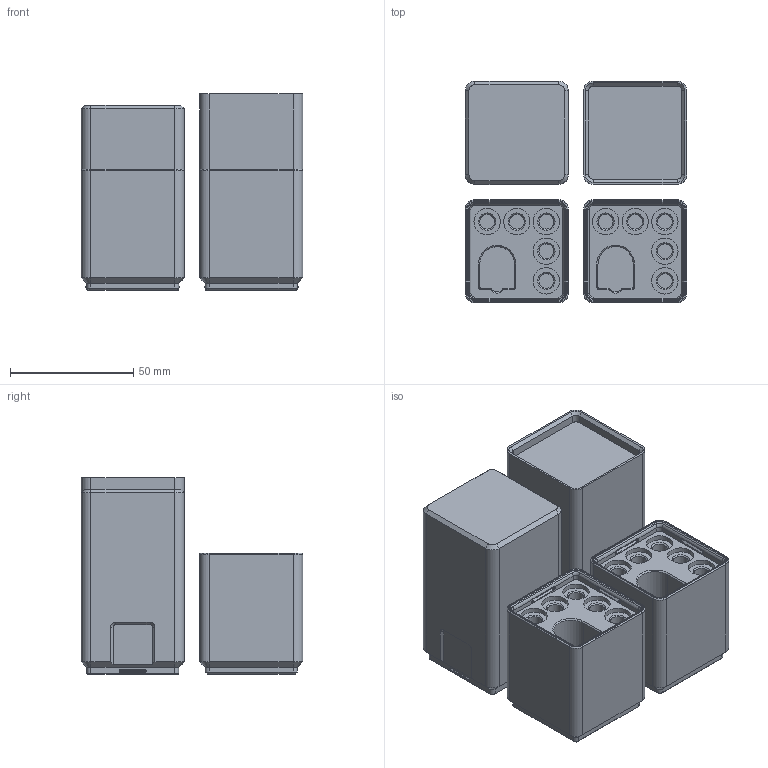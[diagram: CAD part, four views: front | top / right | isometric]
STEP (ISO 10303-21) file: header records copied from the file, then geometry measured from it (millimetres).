
FILE_DESCRIPTION(/* description */ (''),/* implementation_level */ '2;1');
FILE_NAME(/* name */ 'Gridfinity Pinecil bin + Lid v18.step',/* time_stamp */ '2023-05-20T11:09:57+02:00',/* author */ (''),/* organization */ (''),/* preprocessor_version */ 'ST-DEVELOPER v19.2',/* originating_system */ 'Autodesk Translation Framework v12.4.0.73',/* authorisation */ '');
FILE_SCHEMA (('AUTOMOTIVE_DESIGN { 1 0 10303 214 3 1 1 }'));
Length unit declared in the file: millimetre
Products named in the file (3): Gridfinity Pinecil bin + Lid; Pinecil bin; Lid
Assembly tree (2 placements, depth 2):
  Gridfinity Pinecil bin + Lid
    Pinecil bin
    Lid
Bounding box: 89.8 x 89.8 x 79.5 mm (x, y, z)
Volume: 383279.8 mm3; surface area: 66856.9 mm2
Topology: 4 solids, 4 shells, 563 faces, 1284 edges, 750 vertices
Faces by surface type: plane 261, cylinder 144, cone 86, bspline 48, torus 24
Full cylindrical faces by diameter (mm): 3 x8, 6 x10, 6.5 x8, 10.7 x10
Entity records: 17095 total; most frequent: CARTESIAN_POINT 4458, DIRECTION 2698, ORIENTED_EDGE 2536, EDGE_CURVE 1268, AXIS2_PLACEMENT_3D 990, VERTEX_POINT 750, LINE 718, VECTOR 718
